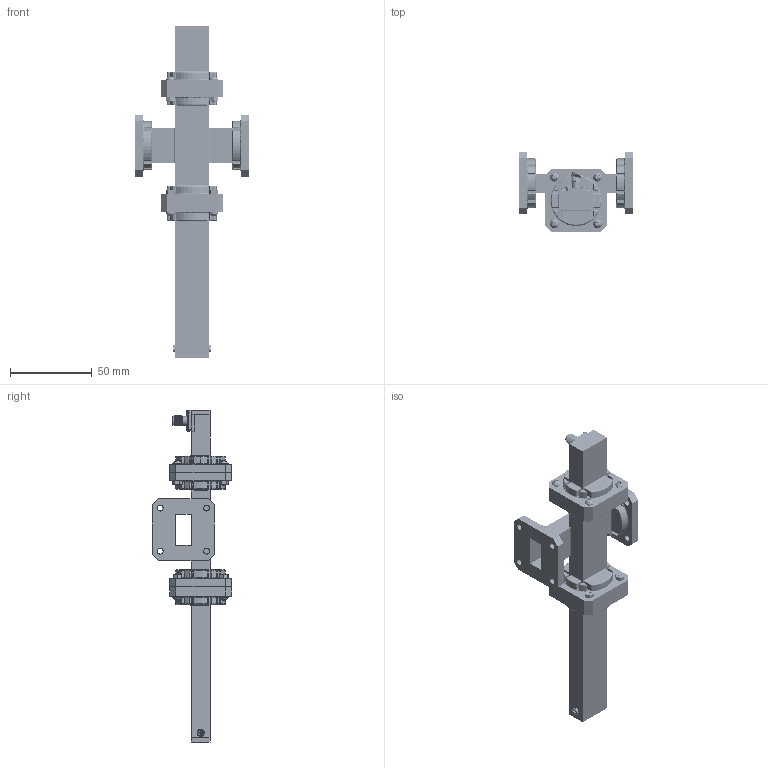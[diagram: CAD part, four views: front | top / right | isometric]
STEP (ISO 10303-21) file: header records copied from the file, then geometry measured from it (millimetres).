
FILE_DESCRIPTION (( 'STEP AP214' ), '1' );
FILE_NAME ('PEWCT1060.STEP', '2017-06-28T22:56:54', ( '' ), ( '' ), 'SwSTEP 2.0', 'SolidWorks 2014', '' );
FILE_SCHEMA (( 'AUTOMOTIVE_DESIGN' ));
Length unit declared in the file: inch
Products named in the file (9): Copy of Nut^PEWCT1060; PEWCA1004; PEWCT1016; PEWTR1005; Copy of M3 ROUND HD SCREW^PEWCT1060; PEWCP1051; Copy of M3 ROUND HD SCREW^PEWCT1016; PEWCT1060; Copy of Nut^PEWCT1016
Assembly tree (20 placements, depth 3):
  PEWCT1060
    PEWCT1016
      PEWCP1051
      Copy of M3 ROUND HD SCREW^PEWCT1016  x4
      Copy of Nut^PEWCT1016  x4
      PEWTR1005
    PEWCA1004
    Copy of M3 ROUND HD SCREW^PEWCT1060  x4
    Copy of Nut^PEWCT1060  x4
Bounding box: 69.85 x 48.64 x 203.46 mm (x, y, z)
Volume: 67659.2 mm3; surface area: 57186.5 mm2
Topology: 25 solids, 25 shells, 2504 faces, 6270 edges, 3748 vertices
Faces by surface type: cylinder 1108, plane 634, cone 387, sphere 132, torus 132, bspline 111
Entity records: 66225 total; most frequent: CARTESIAN_POINT 25266, ORIENTED_EDGE 7736, DIRECTION 7692, EDGE_CURVE 3868, AXIS2_PLACEMENT_3D 3002, VERTEX_POINT 2320, VECTOR 1688, EDGE_LOOP 1688
